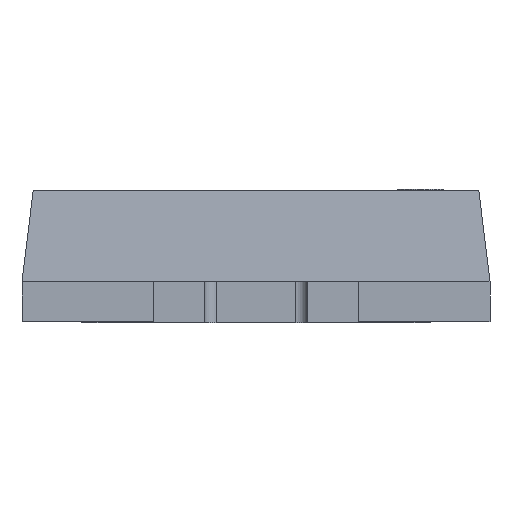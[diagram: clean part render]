
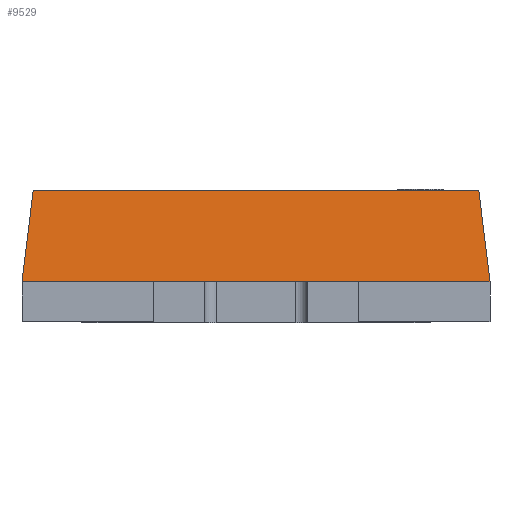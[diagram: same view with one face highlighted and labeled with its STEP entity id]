
A CAD part, left-side view. The second image highlights one B-rep face of the part: STEP entity #9529.
In plain terms, the highlighted planar face has unit normal (-0.993, 0, 0.122).
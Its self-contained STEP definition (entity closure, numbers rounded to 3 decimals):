
#52 = DIRECTION ( 'NONE',  ( -0.121, 0.121, -0.985 ) ) ;
#194 = VECTOR ( 'NONE', #9173, 1000. ) ;
#488 = VERTEX_POINT ( 'NONE', #706 ) ;
#538 = ORIENTED_EDGE ( 'NONE', *, *, #2674, .F. ) ;
#604 = PLANE ( 'NONE',  #6760 ) ;
#706 = CARTESIAN_POINT ( 'NONE',  ( -2.7, -2.05, 0. ) ) ;
#769 = CARTESIAN_POINT ( 'NONE',  ( -2.7, -2.05, 0. ) ) ;
#958 = EDGE_LOOP ( 'NONE', ( #2459, #9118, #10745, #538, #7636, #10503 ) ) ;
#1251 = VECTOR ( 'NONE', #9517, 1000. ) ;
#1326 = LINE ( 'NONE', #5268, #194 ) ;
#1968 = VECTOR ( 'NONE', #6881, 1000. ) ;
#2148 = EDGE_CURVE ( 'NONE', #9349, #8654, #9476, .T. ) ;
#2459 = ORIENTED_EDGE ( 'NONE', *, *, #4599, .T. ) ;
#2652 = EDGE_CURVE ( 'NONE', #9232, #11325, #2703, .T. ) ;
#2674 = EDGE_CURVE ( 'NONE', #11325, #488, #12367, .T. ) ;
#2703 = LINE ( 'NONE', #12426, #9661 ) ;
#3311 = FACE_OUTER_BOUND ( 'NONE', #958, .T. ) ;
#3918 = LINE ( 'NONE', #12702, #1968 ) ;
#4025 = EDGE_CURVE ( 'NONE', #8654, #488, #3918, .T. ) ;
#4599 = EDGE_CURVE ( 'NONE', #5994, #9349, #1326, .T. ) ;
#4609 = DIRECTION ( 'NONE',  ( 0., -1., 0. ) ) ;
#5268 = CARTESIAN_POINT ( 'NONE',  ( -2.7, -2.05, 0. ) ) ;
#5334 = CARTESIAN_POINT ( 'NONE',  ( -2.602, 1.952, 0.8 ) ) ;
#5677 = DIRECTION ( 'NONE',  ( 0., -1., 0. ) ) ;
#5701 = CARTESIAN_POINT ( 'NONE',  ( -2.7, -2.05, 0. ) ) ;
#5994 = VERTEX_POINT ( 'NONE', #9387 ) ;
#6012 = CARTESIAN_POINT ( 'NONE',  ( -2.64, 1.99, 0.489 ) ) ;
#6760 = AXIS2_PLACEMENT_3D ( 'NONE', #8652, #10603, #11904 ) ;
#6881 = DIRECTION ( 'NONE',  ( 0., -1., 0. ) ) ;
#6942 = CARTESIAN_POINT ( 'NONE',  ( -2.7, 0.9, 0. ) ) ;
#7606 = VECTOR ( 'NONE', #4609, 1000. ) ;
#7630 = EDGE_CURVE ( 'NONE', #9232, #5994, #10924, .T. ) ;
#7636 = ORIENTED_EDGE ( 'NONE', *, *, #2652, .F. ) ;
#8652 = CARTESIAN_POINT ( 'NONE',  ( -2.7, -2.05, 0. ) ) ;
#8654 = VERTEX_POINT ( 'NONE', #9473 ) ;
#9118 = ORIENTED_EDGE ( 'NONE', *, *, #2148, .T. ) ;
#9173 = DIRECTION ( 'NONE',  ( 0., -1., 0. ) ) ;
#9232 = VERTEX_POINT ( 'NONE', #5334 ) ;
#9349 = VERTEX_POINT ( 'NONE', #6942 ) ;
#9387 = CARTESIAN_POINT ( 'NONE',  ( -2.7, 2.05, 0. ) ) ;
#9473 = CARTESIAN_POINT ( 'NONE',  ( -2.7, -0.9, 0. ) ) ;
#9476 = LINE ( 'NONE', #5701, #7606 ) ;
#9514 = CARTESIAN_POINT ( 'NONE',  ( -2.602, -1.952, 0.8 ) ) ;
#9517 = DIRECTION ( 'NONE',  ( -0.121, -0.121, -0.985 ) ) ;
#9529 = ADVANCED_FACE ( 'NONE', ( #3311 ), #604, .T. ) ;
#9661 = VECTOR ( 'NONE', #5677, 1000. ) ;
#10503 = ORIENTED_EDGE ( 'NONE', *, *, #7630, .T. ) ;
#10603 = DIRECTION ( 'NONE',  ( -0.993, 0., 0.122 ) ) ;
#10745 = ORIENTED_EDGE ( 'NONE', *, *, #4025, .T. ) ;
#10924 = LINE ( 'NONE', #6012, #11946 ) ;
#11325 = VERTEX_POINT ( 'NONE', #9514 ) ;
#11904 = DIRECTION ( 'NONE',  ( 0.122, 0., 0.993 ) ) ;
#11946 = VECTOR ( 'NONE', #52, 1000. ) ;
#12367 = LINE ( 'NONE', #769, #1251 ) ;
#12426 = CARTESIAN_POINT ( 'NONE',  ( -2.602, 0., 0.8 ) ) ;
#12702 = CARTESIAN_POINT ( 'NONE',  ( -2.7, -2.05, 0. ) ) ;
